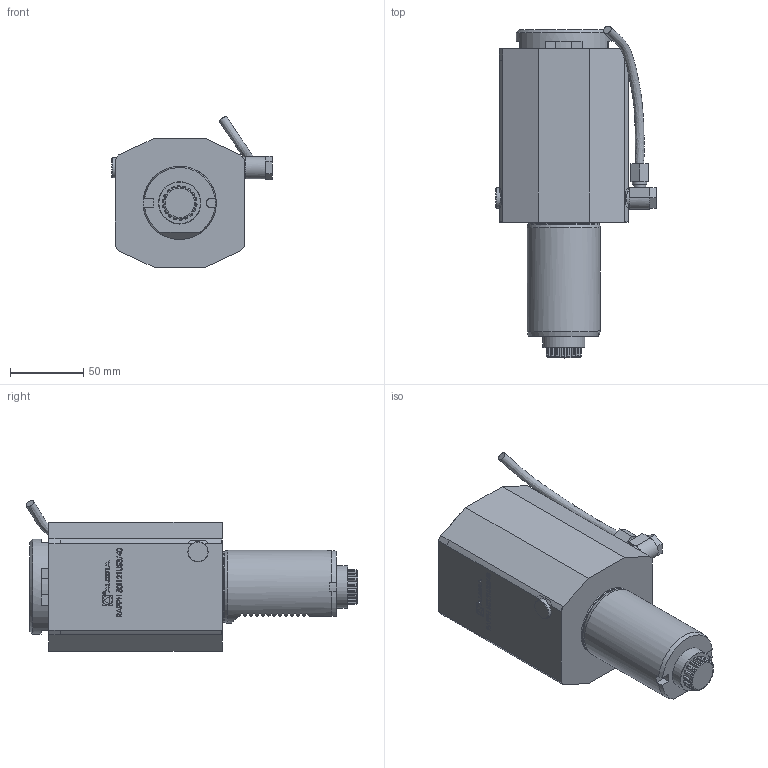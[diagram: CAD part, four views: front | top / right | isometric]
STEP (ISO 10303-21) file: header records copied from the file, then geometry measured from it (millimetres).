
FILE_DESCRIPTION (( 'STEP AP214' ), '1' );
FILE_NAME ('RAPPH50I121US340.STEP', '2025-09-19T09:48:54', ( '' ), ( '' ), 'SwSTEP 2.0', 'SolidWorks 2023', '' );
FILE_SCHEMA (( 'AUTOMOTIVE_DESIGN' ));
Length unit declared in the file: millimetre
Products named in the file (1): RAPPH50I121US340
Bounding box: 109.6 x 226.67 x 102.88 mm (x, y, z)
Volume: 1042278.7 mm3; surface area: 71971.7 mm2
Topology: 3 solids, 3 shells, 604 faces, 1615 edges, 1066 vertices
Faces by surface type: plane 366, cylinder 118, bspline 91, cone 26, torus 3
Full cylindrical faces by diameter (mm): 1.7 x1, 2.1 x1, 6.366 x1, 8.2 x1, 9.8 x1, 13.8 x1, 14.5 x1, 28.9 x1, 48.7 x1, 50 x1, 65 x1
Entity records: 27633 total; most frequent: CARTESIAN_POINT 9971, ORIENTED_EDGE 3172, DIRECTION 2465, EDGE_CURVE 1586, VERTEX_POINT 1057, VECTOR 997, LINE 997, AXIS2_PLACEMENT_3D 734
